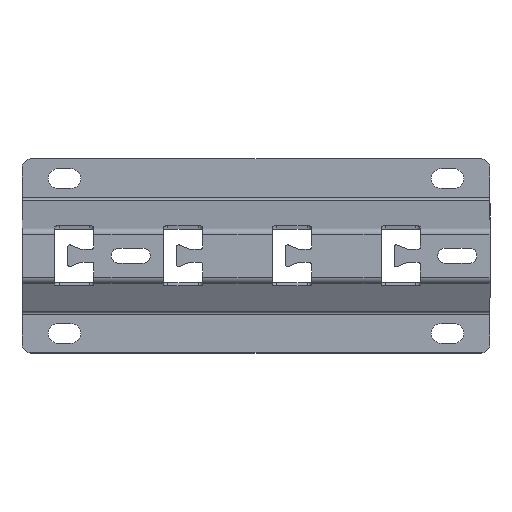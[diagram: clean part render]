
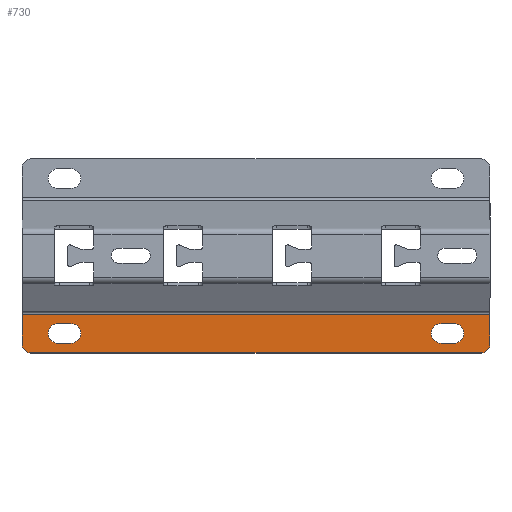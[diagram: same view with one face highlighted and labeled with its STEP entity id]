
A CAD part, top view. The second image highlights one B-rep face of the part: STEP entity #730.
In plain terms, the highlighted planar face has unit normal (0, 0, 1).
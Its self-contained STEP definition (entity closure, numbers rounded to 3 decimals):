
#3 = ORIENTED_EDGE ( 'NONE', *, *, #1269, .T. ) ;
#5 = VERTEX_POINT ( 'NONE', #5430 ) ;
#10 = CARTESIAN_POINT ( 'NONE',  ( -103.5, -40.561, -58.911 ) ) ;
#30 = CARTESIAN_POINT ( 'NONE',  ( 91., -40.061, -58.911 ) ) ;
#60 = EDGE_CURVE ( 'NONE', #4830, #4092, #3865, .T. ) ;
#63 = LINE ( 'NONE', #3369, #3743 ) ;
#152 = VERTEX_POINT ( 'NONE', #3768 ) ;
#247 = EDGE_CURVE ( 'NONE', #5066, #1301, #2035, .T. ) ;
#274 = CARTESIAN_POINT ( 'NONE',  ( -85., -35.561, -58.911 ) ) ;
#282 = DIRECTION ( 'NONE',  ( -1., 0., 0. ) ) ;
#344 = CIRCLE ( 'NONE', #432, 4.5 ) ;
#432 = AXIS2_PLACEMENT_3D ( 'NONE', #1500, #5177, #5730 ) ;
#457 = CARTESIAN_POINT ( 'NONE',  ( -107.5, -40.561, -58.911 ) ) ;
#495 = DIRECTION ( 'NONE',  ( 1., 0., 0. ) ) ;
#593 = EDGE_CURVE ( 'NONE', #4092, #2799, #2941, .T. ) ;
#681 = EDGE_LOOP ( 'NONE', ( #4593, #4463, #5914, #1872, #688 ) ) ;
#688 = ORIENTED_EDGE ( 'NONE', *, *, #60, .F. ) ;
#726 = DIRECTION ( 'NONE',  ( 1., 0., 0. ) ) ;
#730 = ADVANCED_FACE ( 'NONE', ( #3748, #5540, #896 ), #6034, .T. ) ;
#865 = ORIENTED_EDGE ( 'NONE', *, *, #4563, .F. ) ;
#896 = FACE_BOUND ( 'NONE', #5369, .T. ) ;
#982 = EDGE_LOOP ( 'NONE', ( #4011, #6046, #865, #3, #2883, #3846 ) ) ;
#983 = DIRECTION ( 'NONE',  ( 0., 0., 1. ) ) ;
#1094 = DIRECTION ( 'NONE',  ( 1., 0., 0. ) ) ;
#1108 = CARTESIAN_POINT ( 'NONE',  ( -107.5, -44.561, -58.911 ) ) ;
#1206 = ORIENTED_EDGE ( 'NONE', *, *, #5155, .T. ) ;
#1209 = CARTESIAN_POINT ( 'NONE',  ( -91., -31.061, -58.911 ) ) ;
#1210 = VECTOR ( 'NONE', #5851, 1000. ) ;
#1245 = AXIS2_PLACEMENT_3D ( 'NONE', #274, #5456, #726 ) ;
#1269 = EDGE_CURVE ( 'NONE', #2927, #152, #5590, .T. ) ;
#1301 = VERTEX_POINT ( 'NONE', #3062 ) ;
#1311 = DIRECTION ( 'NONE',  ( 0., 0., -1. ) ) ;
#1313 = DIRECTION ( 'NONE',  ( 0., 1., 0. ) ) ;
#1369 = CIRCLE ( 'NONE', #3347, 4.5 ) ;
#1419 = CIRCLE ( 'NONE', #2721, 4.5 ) ;
#1451 = AXIS2_PLACEMENT_3D ( 'NONE', #5220, #983, #2875 ) ;
#1452 = CARTESIAN_POINT ( 'NONE',  ( -103.5, -44.561, -58.911 ) ) ;
#1500 = CARTESIAN_POINT ( 'NONE',  ( -91., -35.561, -58.911 ) ) ;
#1584 = VERTEX_POINT ( 'NONE', #5147 ) ;
#1597 = CARTESIAN_POINT ( 'NONE',  ( 103.5, -44.561, -58.911 ) ) ;
#1872 = ORIENTED_EDGE ( 'NONE', *, *, #593, .F. ) ;
#1893 = DIRECTION ( 'NONE',  ( 0., 0., 1. ) ) ;
#1932 = VERTEX_POINT ( 'NONE', #3510 ) ;
#1973 = LINE ( 'NONE', #2435, #1210 ) ;
#1978 = DIRECTION ( 'NONE',  ( 0., 0., 1. ) ) ;
#1979 = CARTESIAN_POINT ( 'NONE',  ( 0., -31.061, -58.911 ) ) ;
#2035 = CIRCLE ( 'NONE', #1245, 4.5 ) ;
#2047 = CARTESIAN_POINT ( 'NONE',  ( 85., -40.061, -58.911 ) ) ;
#2072 = EDGE_CURVE ( 'NONE', #2730, #4861, #5871, .T. ) ;
#2156 = LINE ( 'NONE', #5517, #5304 ) ;
#2240 = CARTESIAN_POINT ( 'NONE',  ( 0., 0.346, -58.911 ) ) ;
#2292 = DIRECTION ( 'NONE',  ( 0., 0., 1. ) ) ;
#2362 = EDGE_CURVE ( 'NONE', #1932, #4176, #1369, .T. ) ;
#2426 = VERTEX_POINT ( 'NONE', #2047 ) ;
#2435 = CARTESIAN_POINT ( 'NONE',  ( 0., -31.061, -58.911 ) ) ;
#2614 = LINE ( 'NONE', #3084, #3431 ) ;
#2683 = LINE ( 'NONE', #4566, #2820 ) ;
#2701 = EDGE_CURVE ( 'NONE', #2426, #2755, #63, .T. ) ;
#2721 = AXIS2_PLACEMENT_3D ( 'NONE', #5222, #1978, #3306 ) ;
#2730 = VERTEX_POINT ( 'NONE', #457 ) ;
#2740 = DIRECTION ( 'NONE',  ( 0., -1., 0. ) ) ;
#2755 = VERTEX_POINT ( 'NONE', #30 ) ;
#2799 = VERTEX_POINT ( 'NONE', #3436 ) ;
#2820 = VECTOR ( 'NONE', #4600, 1000. ) ;
#2875 = DIRECTION ( 'NONE',  ( 1., 0., 0. ) ) ;
#2883 = ORIENTED_EDGE ( 'NONE', *, *, #5490, .F. ) ;
#2927 = VERTEX_POINT ( 'NONE', #1597 ) ;
#2941 = CIRCLE ( 'NONE', #4814, 4.5 ) ;
#3049 = CARTESIAN_POINT ( 'NONE',  ( 85., -35.561, -58.911 ) ) ;
#3062 = CARTESIAN_POINT ( 'NONE',  ( -85., -40.061, -58.911 ) ) ;
#3084 = CARTESIAN_POINT ( 'NONE',  ( -107.5, -26.788, -58.911 ) ) ;
#3306 = DIRECTION ( 'NONE',  ( 1., 0., 0. ) ) ;
#3313 = AXIS2_PLACEMENT_3D ( 'NONE', #10, #1893, #495 ) ;
#3347 = AXIS2_PLACEMENT_3D ( 'NONE', #5087, #1311, #5726 ) ;
#3359 = VERTEX_POINT ( 'NONE', #3456 ) ;
#3369 = CARTESIAN_POINT ( 'NONE',  ( 0., -40.061, -58.911 ) ) ;
#3378 = EDGE_CURVE ( 'NONE', #2730, #5, #2156, .T. ) ;
#3403 = CIRCLE ( 'NONE', #4588, 4.5 ) ;
#3417 = EDGE_CURVE ( 'NONE', #5, #1584, #2614, .T. ) ;
#3423 = AXIS2_PLACEMENT_3D ( 'NONE', #2240, #2292, #3691 ) ;
#3431 = VECTOR ( 'NONE', #5059, 1000. ) ;
#3436 = CARTESIAN_POINT ( 'NONE',  ( 80.5, -35.561, -58.911 ) ) ;
#3452 = CARTESIAN_POINT ( 'NONE',  ( 85., -35.561, -58.911 ) ) ;
#3456 = CARTESIAN_POINT ( 'NONE',  ( -91., -40.061, -58.911 ) ) ;
#3510 = CARTESIAN_POINT ( 'NONE',  ( -95.5, -35.561, -58.911 ) ) ;
#3691 = DIRECTION ( 'NONE',  ( 1., 0., 0. ) ) ;
#3743 = VECTOR ( 'NONE', #3805, 1000. ) ;
#3748 = FACE_BOUND ( 'NONE', #681, .T. ) ;
#3768 = CARTESIAN_POINT ( 'NONE',  ( 107.5, -40.561, -58.911 ) ) ;
#3805 = DIRECTION ( 'NONE',  ( 1., 0., 0. ) ) ;
#3846 = ORIENTED_EDGE ( 'NONE', *, *, #3417, .F. ) ;
#3865 = LINE ( 'NONE', #1979, #5680 ) ;
#3946 = EDGE_CURVE ( 'NONE', #4176, #5066, #1973, .T. ) ;
#4011 = ORIENTED_EDGE ( 'NONE', *, *, #3378, .F. ) ;
#4092 = VERTEX_POINT ( 'NONE', #5149 ) ;
#4176 = VERTEX_POINT ( 'NONE', #1209 ) ;
#4463 = ORIENTED_EDGE ( 'NONE', *, *, #2701, .F. ) ;
#4563 = EDGE_CURVE ( 'NONE', #2927, #4861, #5409, .T. ) ;
#4566 = CARTESIAN_POINT ( 'NONE',  ( 0., -40.061, -58.911 ) ) ;
#4588 = AXIS2_PLACEMENT_3D ( 'NONE', #3049, #5818, #4868 ) ;
#4593 = ORIENTED_EDGE ( 'NONE', *, *, #4914, .F. ) ;
#4600 = DIRECTION ( 'NONE',  ( -1., 0., 0. ) ) ;
#4814 = AXIS2_PLACEMENT_3D ( 'NONE', #3452, #5331, #1094 ) ;
#4830 = VERTEX_POINT ( 'NONE', #5741 ) ;
#4861 = VERTEX_POINT ( 'NONE', #1452 ) ;
#4868 = DIRECTION ( 'NONE',  ( 1., 0., 0. ) ) ;
#4878 = ORIENTED_EDGE ( 'NONE', *, *, #5993, .T. ) ;
#4914 = EDGE_CURVE ( 'NONE', #2755, #4830, #1419, .T. ) ;
#4930 = ORIENTED_EDGE ( 'NONE', *, *, #247, .T. ) ;
#4966 = LINE ( 'NONE', #5426, #5959 ) ;
#5050 = ORIENTED_EDGE ( 'NONE', *, *, #2362, .T. ) ;
#5059 = DIRECTION ( 'NONE',  ( 1., 0., 0. ) ) ;
#5066 = VERTEX_POINT ( 'NONE', #5458 ) ;
#5087 = CARTESIAN_POINT ( 'NONE',  ( -91., -35.561, -58.911 ) ) ;
#5147 = CARTESIAN_POINT ( 'NONE',  ( 107.5, -26.788, -58.911 ) ) ;
#5149 = CARTESIAN_POINT ( 'NONE',  ( 85., -31.061, -58.911 ) ) ;
#5155 = EDGE_CURVE ( 'NONE', #1301, #3359, #2683, .T. ) ;
#5177 = DIRECTION ( 'NONE',  ( 0., 0., -1. ) ) ;
#5220 = CARTESIAN_POINT ( 'NONE',  ( 103.5, -40.561, -58.911 ) ) ;
#5222 = CARTESIAN_POINT ( 'NONE',  ( 91., -35.561, -58.911 ) ) ;
#5304 = VECTOR ( 'NONE', #1313, 1000. ) ;
#5331 = DIRECTION ( 'NONE',  ( 0., 0., 1. ) ) ;
#5369 = EDGE_LOOP ( 'NONE', ( #1206, #4878, #5050, #5609, #4930 ) ) ;
#5409 = LINE ( 'NONE', #1108, #6049 ) ;
#5426 = CARTESIAN_POINT ( 'NONE',  ( 107.5, -44.561, -58.911 ) ) ;
#5430 = CARTESIAN_POINT ( 'NONE',  ( -107.5, -26.788, -58.911 ) ) ;
#5456 = DIRECTION ( 'NONE',  ( 0., 0., -1. ) ) ;
#5458 = CARTESIAN_POINT ( 'NONE',  ( -85., -31.061, -58.911 ) ) ;
#5490 = EDGE_CURVE ( 'NONE', #1584, #152, #4966, .T. ) ;
#5517 = CARTESIAN_POINT ( 'NONE',  ( -107.5, -25.754, -58.911 ) ) ;
#5540 = FACE_OUTER_BOUND ( 'NONE', #982, .T. ) ;
#5590 = CIRCLE ( 'NONE', #1451, 4. ) ;
#5609 = ORIENTED_EDGE ( 'NONE', *, *, #3946, .T. ) ;
#5649 = DIRECTION ( 'NONE',  ( -1., 0., 0. ) ) ;
#5680 = VECTOR ( 'NONE', #5649, 1000. ) ;
#5726 = DIRECTION ( 'NONE',  ( 1., 0., 0. ) ) ;
#5730 = DIRECTION ( 'NONE',  ( 1., 0., 0. ) ) ;
#5741 = CARTESIAN_POINT ( 'NONE',  ( 91., -31.061, -58.911 ) ) ;
#5818 = DIRECTION ( 'NONE',  ( 0., 0., 1. ) ) ;
#5851 = DIRECTION ( 'NONE',  ( 1., 0., 0. ) ) ;
#5871 = CIRCLE ( 'NONE', #3313, 4. ) ;
#5914 = ORIENTED_EDGE ( 'NONE', *, *, #6058, .F. ) ;
#5959 = VECTOR ( 'NONE', #2740, 1000. ) ;
#5993 = EDGE_CURVE ( 'NONE', #3359, #1932, #344, .T. ) ;
#6034 = PLANE ( 'NONE',  #3423 ) ;
#6046 = ORIENTED_EDGE ( 'NONE', *, *, #2072, .T. ) ;
#6049 = VECTOR ( 'NONE', #282, 1000. ) ;
#6058 = EDGE_CURVE ( 'NONE', #2799, #2426, #3403, .T. ) ;
